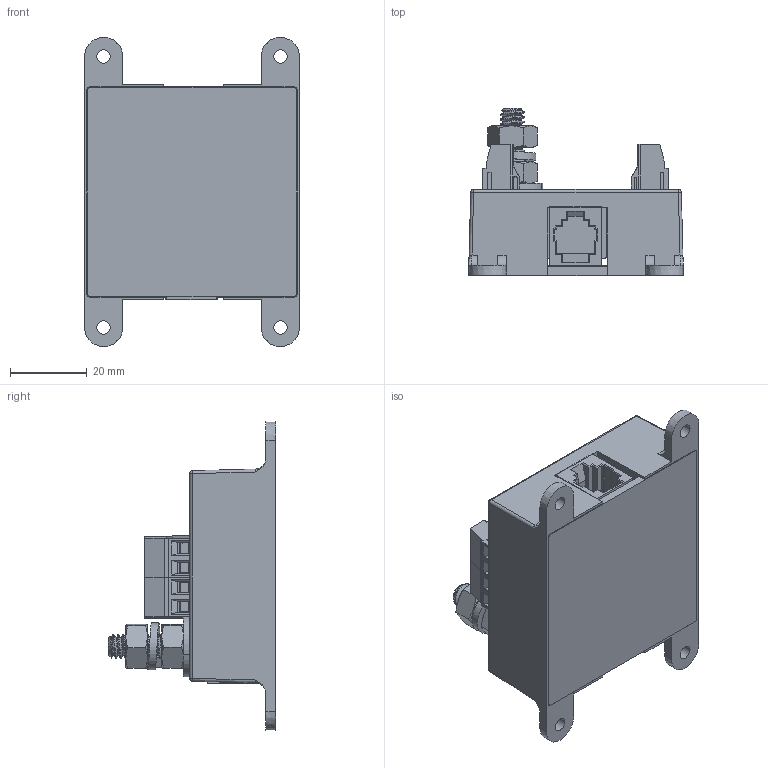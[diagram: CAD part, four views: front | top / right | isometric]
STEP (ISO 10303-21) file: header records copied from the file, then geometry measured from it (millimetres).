
FILE_DESCRIPTION (( 'STEP AP214' ), '1' );
FILE_NAME ('1101-740-E.STEP', '2019-01-24T20:55:17', ( '' ), ( '' ), 'SwSTEP 2.0', 'SolidWorks 2018', '' );
FILE_SCHEMA (( 'AUTOMOTIVE_DESIGN' ));
Length unit declared in the file: inch
Products named in the file (32): 2105-243; 2003-2120; 2101-021; 2103-028; 2250-751; 2100-012; 2001-154; 2103-025; 2500-249; 2103-030_Uncompressed; 1101-740-E; 2200-396; 2001-049; 2103-030
Assembly tree (24 placements, depth 3):
  2003-2120
  2103-028
  2001-154
  2105-243
  2500-249
Bounding box: 55.88 x 43.56 x 80.37 mm (x, y, z)
Volume: 34373.1 mm3; surface area: 44686.4 mm2
Topology: 207 solids, 207 shells, 4305 faces, 11391 edges, 7532 vertices
Faces by surface type: plane 2607, bspline 1169, cylinder 471, cone 40, torus 12, sphere 6
Entity records: 198617 total; most frequent: CARTESIAN_POINT 85337, ORIENTED_EDGE 18240, DIRECTION 11949, EDGE_CURVE 9120, VERTEX_POINT 6037, VECTOR 5993, LINE 5993, EDGE_LOOP 3807
